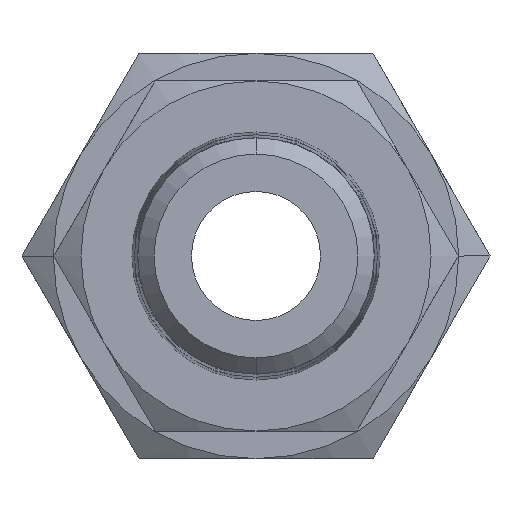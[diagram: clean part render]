
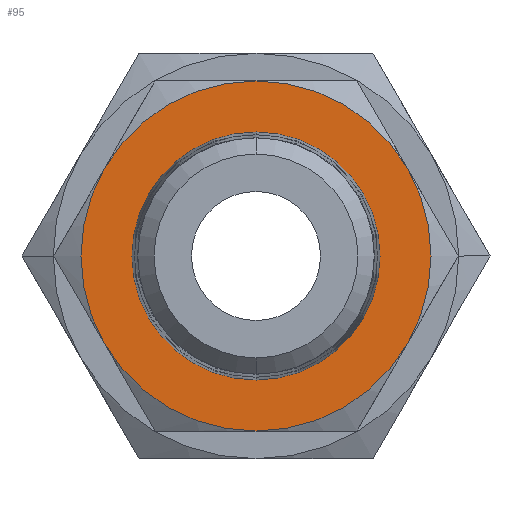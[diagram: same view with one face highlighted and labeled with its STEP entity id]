
A CAD part, front view. The second image highlights one B-rep face of the part: STEP entity #95.
In plain terms, the highlighted planar face has unit normal (0, -1, 0).
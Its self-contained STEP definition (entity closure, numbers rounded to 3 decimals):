
#95=ADVANCED_FACE('E16',(#240,#241),#242,.F.);
#240=FACE_OUTER_BOUND('',#436,.T.);
#241=FACE_BOUND('',#437,.T.);
#242=PLANE('',#438);
#436=EDGE_LOOP('',(#653,#654,#655,#656,#657,#658));
#437=EDGE_LOOP('',(#659,#660));
#438=AXIS2_PLACEMENT_3D('',#661,#662,#663);
#653=ORIENTED_EDGE('',*,*,#1135,.F.);
#654=ORIENTED_EDGE('',*,*,#1136,.F.);
#655=ORIENTED_EDGE('',*,*,#1137,.F.);
#656=ORIENTED_EDGE('',*,*,#1138,.F.);
#657=ORIENTED_EDGE('',*,*,#1139,.F.);
#658=ORIENTED_EDGE('',*,*,#1123,.F.);
#659=ORIENTED_EDGE('',*,*,#1140,.F.);
#660=ORIENTED_EDGE('',*,*,#1141,.F.);
#661=CARTESIAN_POINT('',(10.97,0.0,0.));
#662=DIRECTION('',(0.0,1.0,0.0));
#663=DIRECTION('',(1.0,0.0,-0.0));
#1123=EDGE_CURVE('NONE',#1326,#1323,#1328,.T.);
#1135=EDGE_CURVE('NONE',#1348,#1326,#1349,.T.);
#1136=EDGE_CURVE('NONE',#1350,#1348,#1351,.T.);
#1137=EDGE_CURVE('NONE',#1352,#1350,#1353,.T.);
#1138=EDGE_CURVE('NONE',#1354,#1352,#1355,.T.);
#1139=EDGE_CURVE('NONE',#1323,#1354,#1356,.T.);
#1140=EDGE_CURVE('NONE',#1357,#1358,#1359,.T.);
#1141=EDGE_CURVE('NONE',#1358,#1357,#1360,.T.);
#1323=VERTEX_POINT('NONE',#1598);
#1326=VERTEX_POINT('NONE',#1606);
#1328=CIRCLE('',#1613,9.5);
#1348=VERTEX_POINT('NONE',#1635);
#1349=CIRCLE('',#1636,9.5);
#1350=VERTEX_POINT('NONE',#1637);
#1351=CIRCLE('',#1638,9.5);
#1352=VERTEX_POINT('NONE',#1639);
#1353=CIRCLE('',#1640,9.5);
#1354=VERTEX_POINT('NONE',#1641);
#1355=CIRCLE('',#1642,9.5);
#1356=CIRCLE('',#1643,9.5);
#1357=VERTEX_POINT('NONE',#1644);
#1358=VERTEX_POINT('NONE',#1645);
#1359=CIRCLE('',#1646,6.734);
#1360=CIRCLE('',#1647,6.734);
#1598=CARTESIAN_POINT('',(8.227,0.,4.75));
#1606=CARTESIAN_POINT('',(0.,0.,9.5));
#1613=AXIS2_PLACEMENT_3D('',#2125,#2126,#2127);
#1635=CARTESIAN_POINT('',(-8.227,0.,4.75));
#1636=AXIS2_PLACEMENT_3D('',#2148,#2149,#2150);
#1637=CARTESIAN_POINT('',(-8.227,0.,-4.75));
#1638=AXIS2_PLACEMENT_3D('',#2151,#2152,#2153);
#1639=CARTESIAN_POINT('',(0.,0.,-9.5));
#1640=AXIS2_PLACEMENT_3D('',#2154,#2155,#2156);
#1641=CARTESIAN_POINT('',(8.227,0.,-4.75));
#1642=AXIS2_PLACEMENT_3D('',#2157,#2158,#2159);
#1643=AXIS2_PLACEMENT_3D('',#2160,#2161,#2162);
#1644=CARTESIAN_POINT('',(0.0,0.0,6.734));
#1645=CARTESIAN_POINT('',(0.,0.0,-6.734));
#1646=AXIS2_PLACEMENT_3D('',#2163,#2164,#2165);
#1647=AXIS2_PLACEMENT_3D('',#2166,#2167,#2168);
#2125=CARTESIAN_POINT('',(0.,0.,0.0));
#2126=DIRECTION('',(0.,1.0,0.0));
#2127=DIRECTION('',(-1.0,0.,0.0));
#2148=CARTESIAN_POINT('',(0.0,0.,0.0));
#2149=DIRECTION('',(-0.0,1.0,0.0));
#2150=DIRECTION('',(0.0,0.0,1.0));
#2151=CARTESIAN_POINT('',(0.0,0.,0.0));
#2152=DIRECTION('',(-0.0,1.0,0.0));
#2153=DIRECTION('',(0.0,0.0,1.0));
#2154=CARTESIAN_POINT('',(0.,0.,0.0));
#2155=DIRECTION('',(0.,1.0,0.0));
#2156=DIRECTION('',(-1.0,0.,0.0));
#2157=CARTESIAN_POINT('',(0.0,0.,0.0));
#2158=DIRECTION('',(-0.0,1.0,0.0));
#2159=DIRECTION('',(0.0,0.0,1.0));
#2160=CARTESIAN_POINT('',(0.0,0.,0.0));
#2161=DIRECTION('',(-0.0,1.0,0.0));
#2162=DIRECTION('',(0.0,0.0,1.0));
#2163=CARTESIAN_POINT('',(0.0,0.0,0.0));
#2164=DIRECTION('',(0.0,-1.0,0.0));
#2165=DIRECTION('',(0.0,0.0,1.0));
#2166=CARTESIAN_POINT('',(0.0,0.0,0.0));
#2167=DIRECTION('',(0.0,-1.0,0.0));
#2168=DIRECTION('',(0.0,0.0,1.0));
